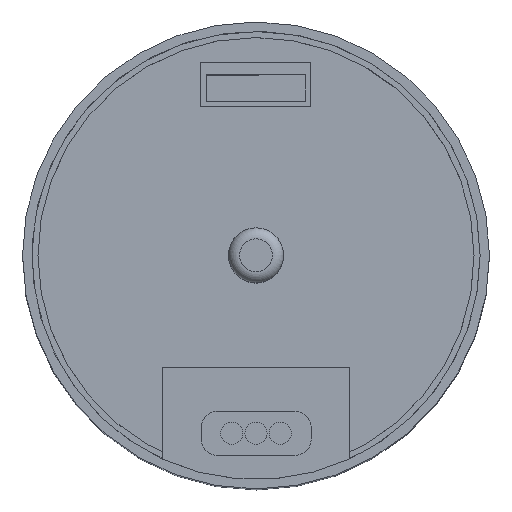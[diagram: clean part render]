
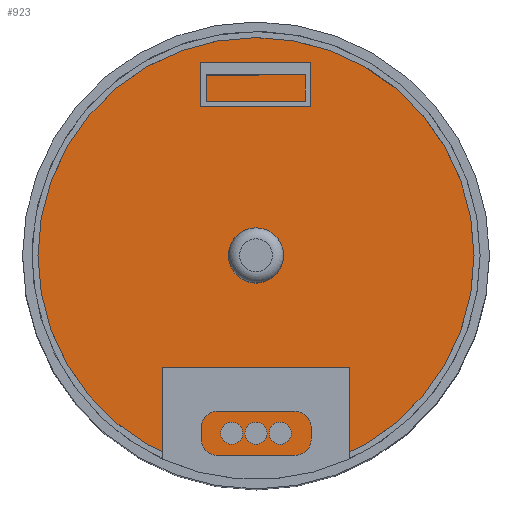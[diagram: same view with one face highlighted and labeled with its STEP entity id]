
A CAD part, top view. The second image highlights one B-rep face of the part: STEP entity #923.
In plain terms, the highlighted planar face has unit normal (0, 0, 1).
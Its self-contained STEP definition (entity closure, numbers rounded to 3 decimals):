
#63=CIRCLE('',#1395,2.5);
#64=CIRCLE('',#1397,19.8);
#65=CIRCLE('',#1399,1.);
#66=CIRCLE('',#1400,1.);
#67=CIRCLE('',#1401,1.);
#269=ORIENTED_EDGE('',*,*,#406,.F.);
#270=ORIENTED_EDGE('',*,*,#407,.F.);
#271=ORIENTED_EDGE('',*,*,#408,.F.);
#272=ORIENTED_EDGE('',*,*,#404,.T.);
#273=ORIENTED_EDGE('',*,*,#405,.T.);
#404=EDGE_CURVE('',#487,#487,#63,.F.);
#405=EDGE_CURVE('',#488,#488,#64,.T.);
#406=EDGE_CURVE('',#489,#489,#65,.T.);
#407=EDGE_CURVE('',#490,#490,#66,.T.);
#408=EDGE_CURVE('',#491,#491,#67,.T.);
#487=VERTEX_POINT('',#1920);
#488=VERTEX_POINT('',#1923);
#489=VERTEX_POINT('',#1926);
#490=VERTEX_POINT('',#1928);
#491=VERTEX_POINT('',#1930);
#705=EDGE_LOOP('',(#269));
#706=EDGE_LOOP('',(#270));
#707=EDGE_LOOP('',(#271));
#708=EDGE_LOOP('',(#272));
#709=EDGE_LOOP('',(#273));
#801=FACE_BOUND('',#705,.T.);
#802=FACE_BOUND('',#706,.T.);
#803=FACE_BOUND('',#707,.T.);
#804=FACE_BOUND('',#708,.T.);
#805=FACE_BOUND('',#709,.T.);
#872=PLANE('',#1398);
#923=ADVANCED_FACE('',(#801,#802,#803,#804,#805),#872,.T.);
#1395=AXIS2_PLACEMENT_3D('',#1919,#1636,#1637);
#1397=AXIS2_PLACEMENT_3D('',#1922,#1640,#1641);
#1398=AXIS2_PLACEMENT_3D('',#1924,#1642,#1643);
#1399=AXIS2_PLACEMENT_3D('',#1925,#1644,#1645);
#1400=AXIS2_PLACEMENT_3D('',#1927,#1646,#1647);
#1401=AXIS2_PLACEMENT_3D('',#1929,#1648,#1649);
#1636=DIRECTION('',(0.,0.,1.));
#1637=DIRECTION('',(1.,0.,0.));
#1640=DIRECTION('',(0.,0.,1.));
#1641=DIRECTION('',(0.001,-1.,0.));
#1642=DIRECTION('',(0.,0.,1.));
#1643=DIRECTION('',(1.,0.,0.));
#1644=DIRECTION('',(0.,0.,1.));
#1645=DIRECTION('',(1.,0.,0.));
#1646=DIRECTION('',(0.,0.,1.));
#1647=DIRECTION('',(1.,0.,0.));
#1648=DIRECTION('',(0.,0.,1.));
#1649=DIRECTION('',(1.,0.,0.));
#1919=CARTESIAN_POINT('',(0.201,0.429,42.099));
#1920=CARTESIAN_POINT('',(2.701,0.429,42.099));
#1922=CARTESIAN_POINT('',(0.201,0.429,42.099));
#1923=CARTESIAN_POINT('',(0.218,-19.371,42.099));
#1924=CARTESIAN_POINT('',(0.201,0.429,42.099));
#1925=CARTESIAN_POINT('',(2.401,-15.716,42.099));
#1926=CARTESIAN_POINT('',(3.401,-15.716,42.099));
#1927=CARTESIAN_POINT('',(-1.999,-15.716,42.099));
#1928=CARTESIAN_POINT('',(-0.999,-15.716,42.099));
#1929=CARTESIAN_POINT('',(0.201,-15.716,42.099));
#1930=CARTESIAN_POINT('',(1.201,-15.716,42.099));
